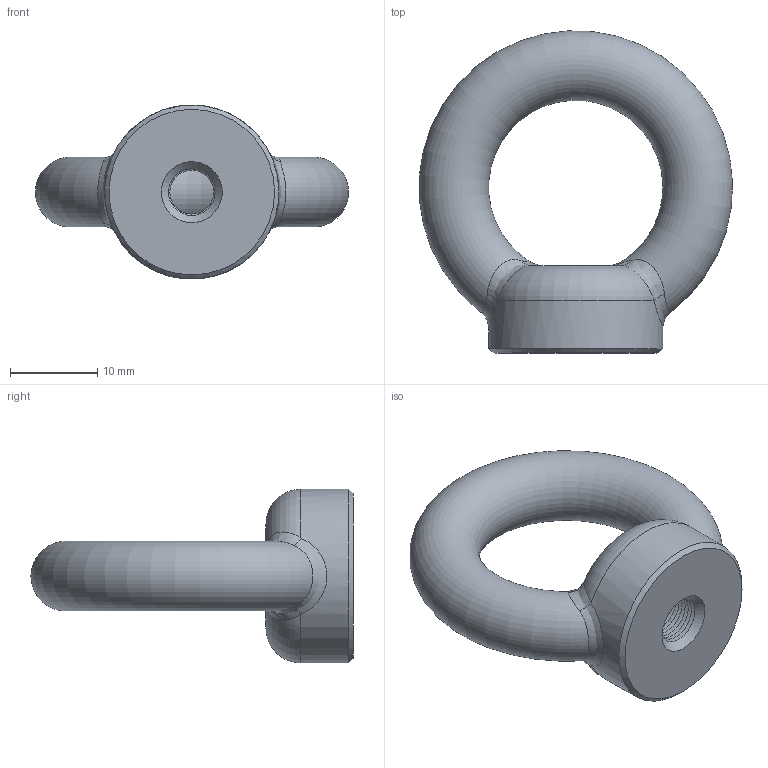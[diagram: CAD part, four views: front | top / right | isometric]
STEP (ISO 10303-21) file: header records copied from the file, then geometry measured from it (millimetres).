
FILE_DESCRIPTION (( 'STEP AP203' ), '1' );
FILE_NAME ('CLP1M-RG-6 Ðûì-ãàéêà Ì6.STEP', '2016-03-02T12:46:35', ( '' ), ( '' ), 'SwSTEP 2.0', 'SolidWorks 2014', '' );
FILE_SCHEMA (( 'CONFIG_CONTROL_DESIGN' ));
Length unit declared in the file: millimetre
Products named in the file (1): CLP1M-RG-6 Ðûì-ãàéêà Ì6
Bounding box: 35.93 x 36.97 x 19.97 mm (x, y, z)
Volume: 6191.6 mm3; surface area: 3082.5 mm2
Topology: 1 solids, 1 shells, 53 faces, 129 edges, 76 vertices
Faces by surface type: cone 39, bspline 8, torus 3, plane 2, cylinder 1
Full cylindrical faces by diameter (mm): 20 x1
Entity records: 2115 total; most frequent: CARTESIAN_POINT 1114, DIRECTION 198, ORIENTED_EDGE 138, AXIS2_PLACEMENT_3D 99, EDGE_LOOP 96, EDGE_CURVE 69, VERTEX_POINT 57, FACE_OUTER_BOUND 55
